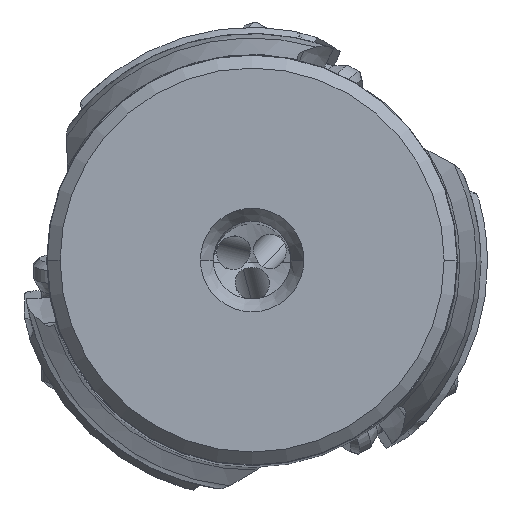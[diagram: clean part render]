
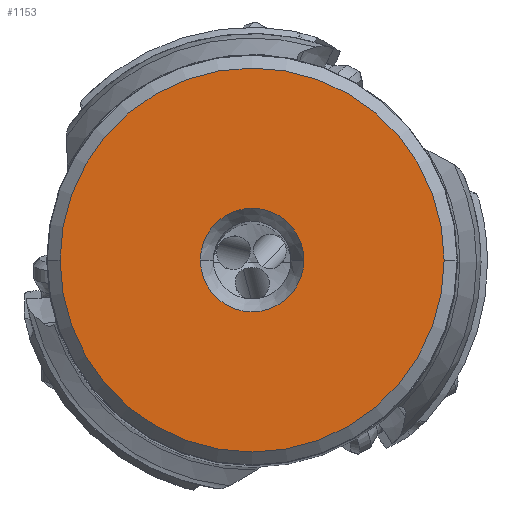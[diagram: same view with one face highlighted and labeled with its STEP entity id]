
A CAD part, top view. The second image highlights one B-rep face of the part: STEP entity #1153.
In plain terms, the highlighted planar face has unit normal (0, 0, 1).
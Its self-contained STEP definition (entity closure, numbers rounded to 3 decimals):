
#1153=ADVANCED_FACE('',(#1473,#1474),#1416,.T.);
#1416=PLANE('',#5314);
#1473=FACE_BOUND('',#1505,.T.);
#1474=FACE_BOUND('',#1506,.T.);
#1505=EDGE_LOOP('',(#1784,#1785));
#1506=EDGE_LOOP('',(#1786,#1787));
#1784=ORIENTED_EDGE('',*,*,#3933,.F.);
#1785=ORIENTED_EDGE('',*,*,#3934,.F.);
#1786=ORIENTED_EDGE('',*,*,#3935,.F.);
#1787=ORIENTED_EDGE('',*,*,#3936,.F.);
#3384=VERTEX_POINT('',#7464);
#3385=VERTEX_POINT('',#7465);
#3386=VERTEX_POINT('',#7468);
#3387=VERTEX_POINT('',#7469);
#3933=EDGE_CURVE('',#3384,#3385,#4733,.T.);
#3934=EDGE_CURVE('',#3385,#3384,#4734,.T.);
#3935=EDGE_CURVE('',#3386,#3387,#4735,.T.);
#3936=EDGE_CURVE('',#3387,#3386,#4736,.T.);
#4733=CIRCLE('',#5310,14.836);
#4734=CIRCLE('',#5311,14.836);
#4735=CIRCLE('',#5312,4.);
#4736=CIRCLE('',#5313,4.);
#5310=AXIS2_PLACEMENT_3D('',#7463,#5988,#5989);
#5311=AXIS2_PLACEMENT_3D('',#7466,#5990,#5991);
#5312=AXIS2_PLACEMENT_3D('',#7467,#5992,#5993);
#5313=AXIS2_PLACEMENT_3D('',#7470,#5994,#5995);
#5314=AXIS2_PLACEMENT_3D('',#7471,#5996,#5997);
#5988=DIRECTION('',(0.,0.,-1.));
#5989=DIRECTION('',(-1.,0.,0.));
#5990=DIRECTION('',(0.,0.,-1.));
#5991=DIRECTION('',(1.,0.,0.));
#5992=DIRECTION('',(0.,0.,1.));
#5993=DIRECTION('',(-1.,0.,0.));
#5994=DIRECTION('',(0.,0.,1.));
#5995=DIRECTION('',(1.,0.,0.));
#5996=DIRECTION('',(0.,0.,1.));
#5997=DIRECTION('',(1.,0.,0.));
#7463=CARTESIAN_POINT('',(0.,0.,0.));
#7464=CARTESIAN_POINT('',(-14.836,0.,0.));
#7465=CARTESIAN_POINT('',(14.836,0.,0.));
#7466=CARTESIAN_POINT('',(0.,0.,0.));
#7467=CARTESIAN_POINT('',(0.,0.,0.));
#7468=CARTESIAN_POINT('',(-4.,0.,0.));
#7469=CARTESIAN_POINT('',(4.,0.,0.));
#7470=CARTESIAN_POINT('',(0.,0.,0.));
#7471=CARTESIAN_POINT('',(0.,0.,0.));
